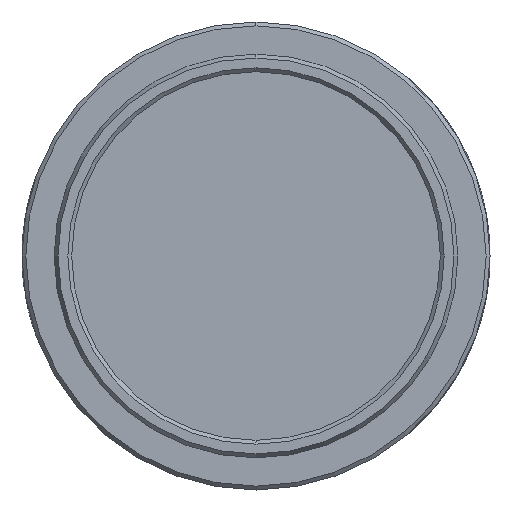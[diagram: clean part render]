
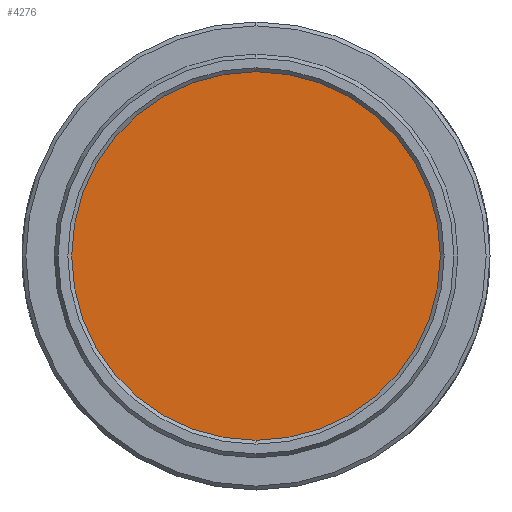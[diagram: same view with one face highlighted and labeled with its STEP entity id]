
A CAD part, left-side view. The second image highlights one B-rep face of the part: STEP entity #4276.
In plain terms, the highlighted planar face has unit normal (-1, 0, 0).
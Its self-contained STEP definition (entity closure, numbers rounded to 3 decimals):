
#1455 = CARTESIAN_POINT ( 'NONE',  ( -7.62, 0., 0. ) ) ;
#1692 = CARTESIAN_POINT ( 'NONE',  ( -7.62, 0., -12.629 ) ) ;
#1845 = EDGE_CURVE ( 'NONE', #4832, #6647, #3173, .T. ) ;
#1903 = CARTESIAN_POINT ( 'NONE',  ( -7.62, 0., 12.629 ) ) ;
#3173 = CIRCLE ( 'NONE', #13264, 12.629 ) ;
#3400 = DIRECTION ( 'NONE',  ( 0., 0., -1. ) ) ;
#4068 = DIRECTION ( 'NONE',  ( 1., 0., 0. ) ) ;
#4276 = ADVANCED_FACE ( 'NONE', ( #14318 ), #11214, .F. ) ;
#4832 = VERTEX_POINT ( 'NONE', #1692 ) ;
#4919 = ORIENTED_EDGE ( 'NONE', *, *, #9654, .F. ) ;
#6647 = VERTEX_POINT ( 'NONE', #1903 ) ;
#7501 = CARTESIAN_POINT ( 'NONE',  ( -7.62, 0., 0. ) ) ;
#8540 = AXIS2_PLACEMENT_3D ( 'NONE', #15352, #9644, #3400 ) ;
#9644 = DIRECTION ( 'NONE',  ( 1., 0., 0. ) ) ;
#9654 = EDGE_CURVE ( 'NONE', #6647, #4832, #14065, .T. ) ;
#10466 = AXIS2_PLACEMENT_3D ( 'NONE', #1455, #4068, #12400 ) ;
#11214 = PLANE ( 'NONE',  #10466 ) ;
#12191 = ORIENTED_EDGE ( 'NONE', *, *, #1845, .F. ) ;
#12282 = DIRECTION ( 'NONE',  ( 1., 0., 0. ) ) ;
#12400 = DIRECTION ( 'NONE',  ( 0., 0., -1. ) ) ;
#13264 = AXIS2_PLACEMENT_3D ( 'NONE', #7501, #12282, #13467 ) ;
#13467 = DIRECTION ( 'NONE',  ( 0., 0., -1. ) ) ;
#13672 = EDGE_LOOP ( 'NONE', ( #12191, #4919 ) ) ;
#14065 = CIRCLE ( 'NONE', #8540, 12.629 ) ;
#14318 = FACE_OUTER_BOUND ( 'NONE', #13672, .T. ) ;
#15352 = CARTESIAN_POINT ( 'NONE',  ( -7.62, 0., 0. ) ) ;
